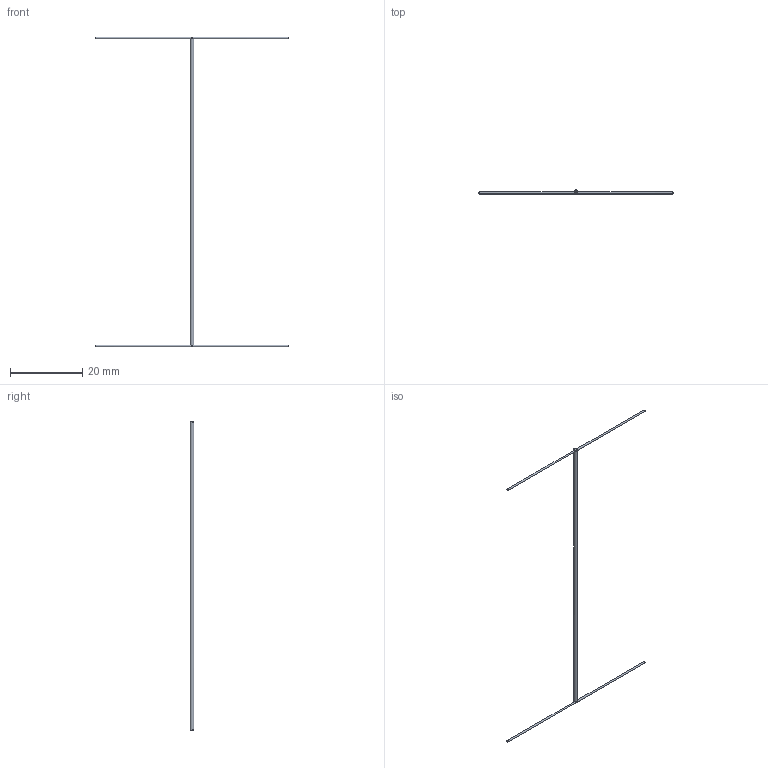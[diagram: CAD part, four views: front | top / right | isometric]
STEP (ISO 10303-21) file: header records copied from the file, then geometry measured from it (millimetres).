
FILE_DESCRIPTION((''),'2;1');
FILE_NAME('CardB.stp','2016-03-14T14:15:55',('Administrator'),(''),'Autodesk Inventor 2008','Autodesk Inventor 2008','');
FILE_SCHEMA(('AUTOMOTIVE_DESIGN { 1 0 10303 214 1 1 1 1 }'));
Length unit declared in the file: millimetre
Products named in the file (1): CardB
Bounding box: 54 x 1 x 86 mm (x, y, z)
Volume: 88.3 mm3; surface area: 437.6 mm2
Topology: 1 solids, 1 shells, 25 faces, 75 edges, 36 vertices
Faces by surface type: bspline 8, cylinder 7, torus 4, sphere 4, plane 2
Full cylindrical faces by diameter (mm): 0.5 x4, 1 x1
Entity records: 3801 total; most frequent: CARTESIAN_POINT 3281, ORIENTED_EDGE 104, DIRECTION 92, EDGE_CURVE 52, AXIS2_PLACEMENT_3D 46, VERTEX_POINT 34, EDGE_LOOP 30, CIRCLE 28
